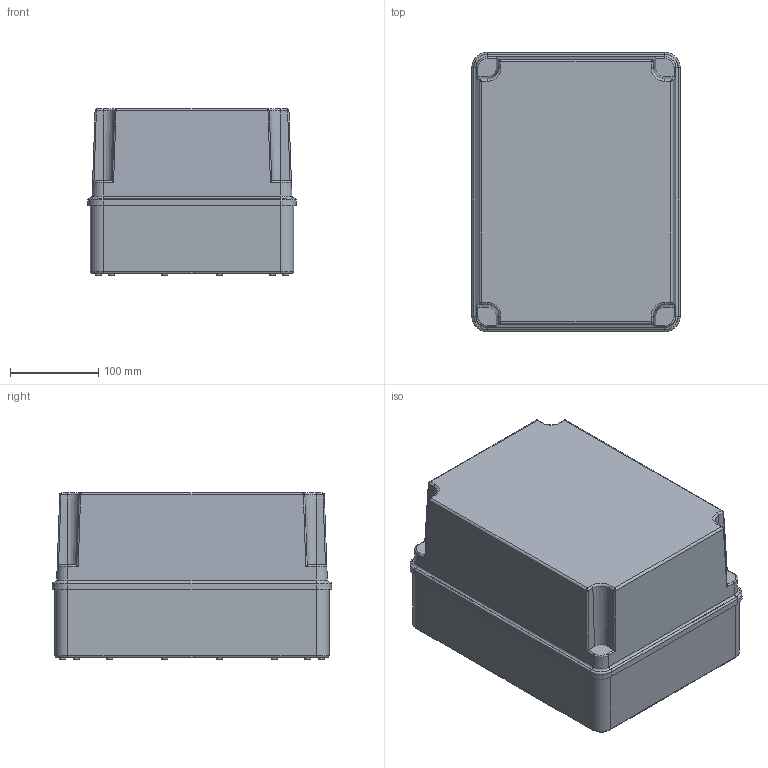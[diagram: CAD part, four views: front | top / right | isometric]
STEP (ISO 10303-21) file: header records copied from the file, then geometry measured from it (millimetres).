
FILE_DESCRIPTION((''),'2;1');
FILE_NAME('GW44219_ASM','2020-07-23T23:21:49',('user'),('Technoprobe spa'),'CREO PARAMETRIC BY PTC INC, 2019471','CREO PARAMETRIC BY PTC INC, 2019471','');
FILE_SCHEMA(('CONFIG_CONTROL_DESIGN'));
Length unit declared in the file: millimetre
Products named in the file (3): 55910525A2XX_TAB_COPERCHIO_ALTO; 55910657B2X1_TAB_FONDO_CASSET_L; GW44219_ASM
Assembly tree (2 placements, depth 2):
  GW44219_ASM
    55910525A2XX_TAB_COPERCHIO_ALTO
    55910657B2X1_TAB_FONDO_CASSET_L
Bounding box: 235.6 x 315.6 x 188 mm (x, y, z)
Volume: 1172284.6 mm3; surface area: 724529.6 mm2
Topology: 2 solids, 2 shells, 1100 faces, 2971 edges, 1942 vertices
Faces by surface type: plane 763, cone 192, cylinder 117, torus 20, bspline 8
Entity records: 35424 total; most frequent: CARTESIAN_POINT 7635, ORIENTED_EDGE 5926, DIRECTION 5471, EDGE_CURVE 2963, VECTOR 2317, LINE 2317, VERTEX_POINT 1942, AXIS2_PLACEMENT_3D 1577
